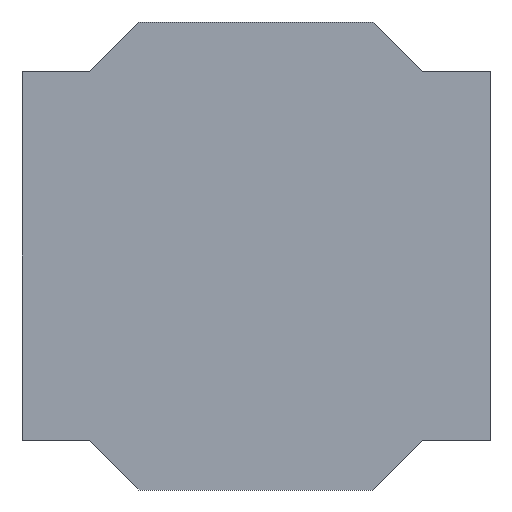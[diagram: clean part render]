
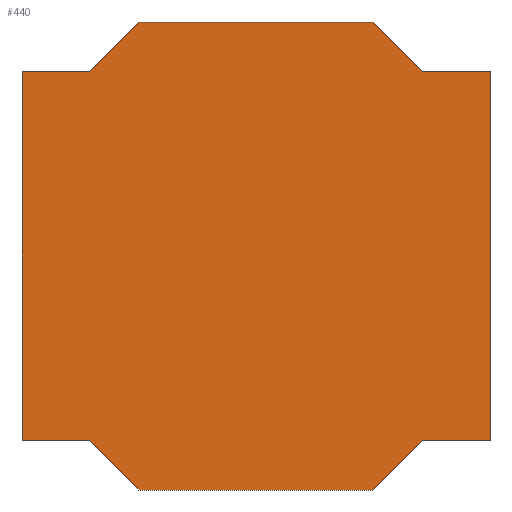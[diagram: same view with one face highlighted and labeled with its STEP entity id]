
A CAD part, front view. The second image highlights one B-rep face of the part: STEP entity #440.
In plain terms, the highlighted planar face has unit normal (0, -1, 0).
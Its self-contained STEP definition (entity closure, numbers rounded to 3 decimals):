
#26=PLANE('',#492);
#52=FACE_OUTER_BOUND('',#78,.T.);
#78=EDGE_LOOP('',(#385,#386,#387,#388,#389,#390,#391,#392,#393,#394,#395,
#396));
#118=LINE('',#698,#166);
#121=LINE('',#703,#169);
#123=LINE('',#707,#171);
#125=LINE('',#711,#173);
#127=LINE('',#715,#175);
#129=LINE('',#719,#177);
#131=LINE('',#725,#179);
#133=LINE('',#728,#181);
#135=LINE('',#733,#183);
#138=LINE('',#738,#186);
#139=LINE('',#740,#187);
#140=LINE('',#741,#188);
#166=VECTOR('',#572,10.);
#169=VECTOR('',#577,10.);
#171=VECTOR('',#581,10.);
#173=VECTOR('',#585,10.);
#175=VECTOR('',#589,10.);
#177=VECTOR('',#593,10.);
#179=VECTOR('',#599,10.);
#181=VECTOR('',#603,10.);
#183=VECTOR('',#607,10.);
#186=VECTOR('',#612,10.);
#187=VECTOR('',#615,10.);
#188=VECTOR('',#616,10.);
#213=VERTEX_POINT('',#695);
#214=VERTEX_POINT('',#697);
#215=VERTEX_POINT('',#701);
#216=VERTEX_POINT('',#705);
#217=VERTEX_POINT('',#709);
#218=VERTEX_POINT('',#713);
#219=VERTEX_POINT('',#717);
#220=VERTEX_POINT('',#722);
#221=VERTEX_POINT('',#724);
#222=VERTEX_POINT('',#730);
#223=VERTEX_POINT('',#732);
#224=VERTEX_POINT('',#736);
#262=EDGE_CURVE('',#214,#213,#118,.T.);
#265=EDGE_CURVE('',#213,#215,#121,.T.);
#267=EDGE_CURVE('',#215,#216,#123,.T.);
#269=EDGE_CURVE('',#216,#217,#125,.T.);
#271=EDGE_CURVE('',#217,#218,#127,.T.);
#273=EDGE_CURVE('',#218,#219,#129,.T.);
#275=EDGE_CURVE('',#221,#220,#131,.T.);
#277=EDGE_CURVE('',#220,#214,#133,.T.);
#279=EDGE_CURVE('',#223,#222,#135,.T.);
#282=EDGE_CURVE('',#222,#224,#138,.T.);
#283=EDGE_CURVE('',#219,#223,#139,.T.);
#284=EDGE_CURVE('',#224,#221,#140,.T.);
#385=ORIENTED_EDGE('',*,*,#275,.T.);
#386=ORIENTED_EDGE('',*,*,#277,.T.);
#387=ORIENTED_EDGE('',*,*,#262,.T.);
#388=ORIENTED_EDGE('',*,*,#265,.T.);
#389=ORIENTED_EDGE('',*,*,#267,.T.);
#390=ORIENTED_EDGE('',*,*,#269,.T.);
#391=ORIENTED_EDGE('',*,*,#271,.T.);
#392=ORIENTED_EDGE('',*,*,#273,.T.);
#393=ORIENTED_EDGE('',*,*,#283,.T.);
#394=ORIENTED_EDGE('',*,*,#279,.T.);
#395=ORIENTED_EDGE('',*,*,#282,.T.);
#396=ORIENTED_EDGE('',*,*,#284,.T.);
#440=ADVANCED_FACE('',(#52),#26,.F.);
#492=AXIS2_PLACEMENT_3D('',#739,#613,#614);
#572=DIRECTION('',(0.,0.,1.));
#577=DIRECTION('',(-1.,0.,0.));
#581=DIRECTION('',(-0.707,0.,0.707));
#585=DIRECTION('',(-1.,0.,0.));
#589=DIRECTION('',(-0.707,0.,-0.707));
#593=DIRECTION('',(-1.,0.,0.));
#599=DIRECTION('',(0.707,0.,0.707));
#603=DIRECTION('',(1.,0.,0.));
#607=DIRECTION('',(1.,0.,0.));
#612=DIRECTION('',(0.707,0.,-0.707));
#613=DIRECTION('center_axis',(0.,1.,0.));
#614=DIRECTION('ref_axis',(1.,0.,0.));
#615=DIRECTION('',(0.,0.,-1.));
#616=DIRECTION('',(1.,0.,0.));
#695=CARTESIAN_POINT('',(4.,0.,3.15));
#697=CARTESIAN_POINT('',(4.,0.,-3.15));
#698=CARTESIAN_POINT('',(4.,0.,-4.));
#701=CARTESIAN_POINT('',(2.85,0.,3.15));
#703=CARTESIAN_POINT('',(1.425,0.,3.15));
#705=CARTESIAN_POINT('',(2.,0.,4.));
#707=CARTESIAN_POINT('',(2.5,0.,3.5));
#709=CARTESIAN_POINT('',(-2.,0.,4.));
#711=CARTESIAN_POINT('',(4.,0.,4.));
#713=CARTESIAN_POINT('',(-2.85,0.,3.15));
#715=CARTESIAN_POINT('',(-2.925,0.,3.075));
#717=CARTESIAN_POINT('',(-4.,0.,3.15));
#719=CARTESIAN_POINT('',(-2.,0.,3.15));
#722=CARTESIAN_POINT('',(2.85,0.,-3.15));
#724=CARTESIAN_POINT('',(2.,0.,-4.));
#725=CARTESIAN_POINT('',(2.925,0.,-3.075));
#728=CARTESIAN_POINT('',(2.,0.,-3.15));
#730=CARTESIAN_POINT('',(-2.85,0.,-3.15));
#732=CARTESIAN_POINT('',(-4.,0.,-3.15));
#733=CARTESIAN_POINT('',(-1.425,0.,-3.15));
#736=CARTESIAN_POINT('',(-2.,0.,-4.));
#738=CARTESIAN_POINT('',(-2.5,0.,-3.5));
#739=CARTESIAN_POINT('Origin',(0.,0.,0.));
#740=CARTESIAN_POINT('',(-4.,0.,4.));
#741=CARTESIAN_POINT('',(-4.,0.,-4.));
